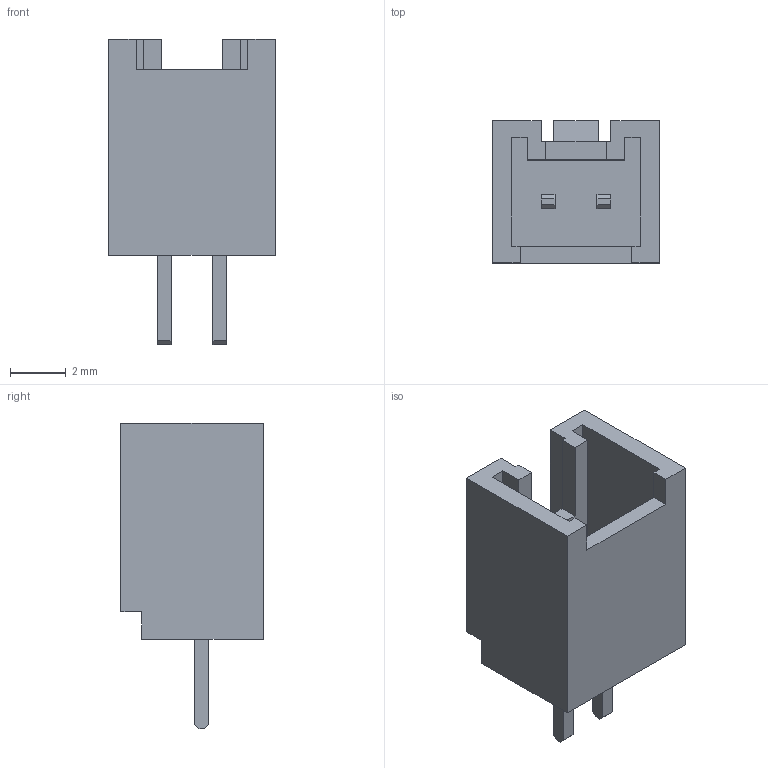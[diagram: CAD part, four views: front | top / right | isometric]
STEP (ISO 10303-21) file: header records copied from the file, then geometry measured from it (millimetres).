
FILE_DESCRIPTION (( 'STEP AP214' ), '1' );
FILE_NAME ('02.STEP', '2017-12-02T15:25:07', ( 'Registered User' ), ( 'Microsoft Corporation' ), 'SwSTEP 2.0', 'SolidWorks 2017', '' );
FILE_SCHEMA (( 'AUTOMOTIVE_DESIGN' ));
Length unit declared in the file: millimetre
Products named in the file (1): 02
Bounding box: 5.98 x 5.1 x 10.95 mm (x, y, z)
Volume: 126.7 mm3; surface area: 368.2 mm2
Topology: 3 solids, 3 shells, 53 faces, 139 edges, 92 vertices
Faces by surface type: plane 53
Entity records: 2012 total; most frequent: CARTESIAN_POINT 285, ORIENTED_EDGE 278, DIRECTION 247, LINE 139, VECTOR 139, EDGE_CURVE 139, VERTEX_POINT 92, AXIS2_PLACEMENT_3D 54
